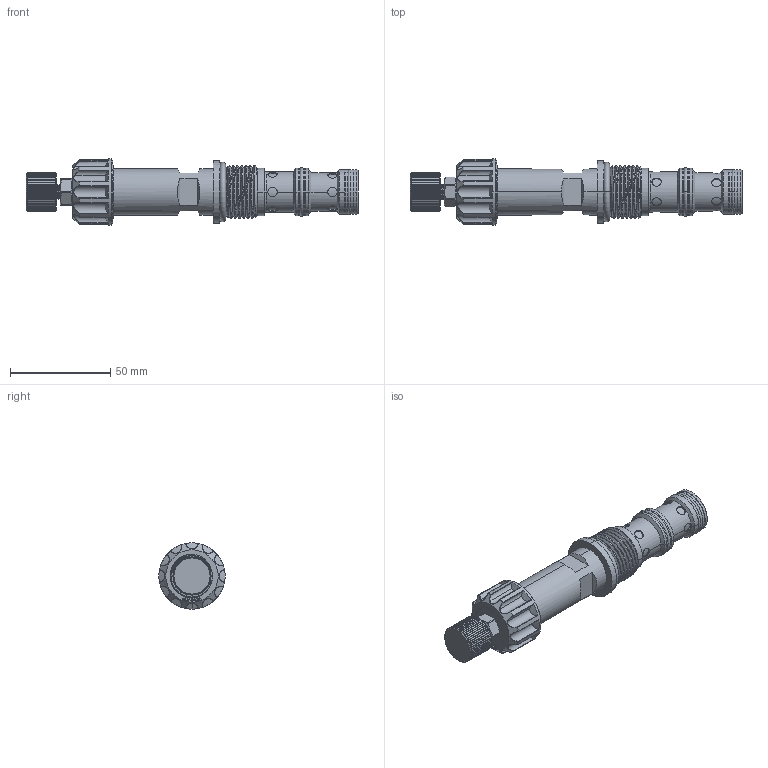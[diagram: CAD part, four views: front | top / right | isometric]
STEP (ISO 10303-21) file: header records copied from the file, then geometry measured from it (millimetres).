
FILE_DESCRIPTION (( 'STEP AP203' ), '1' );
FILE_NAME ('PFQ12W3G-M.STEP', '2024-06-05T08:29:10', ( '' ), ( '' ), 'SwSTEP 2.0', 'SolidWorks 2018', '' );
FILE_SCHEMA (( 'CONFIG_CONTROL_DESIGN' ));
Length unit declared in the file: millimetre
Products named in the file (1): PFQ12W3G-M
Bounding box: 165.95 x 33.1 x 33.1 mm (x, y, z)
Volume: 69189.4 mm3; surface area: 17843.4 mm2
Topology: 2 solids, 3 shells, 620 faces, 1590 edges, 1018 vertices
Faces by surface type: cylinder 239, plane 237, cone 52, bspline 35, torus 33, sphere 24
Entity records: 33291 total; most frequent: CARTESIAN_POINT 19077, ORIENTED_EDGE 3176, DIRECTION 2659, EDGE_CURVE 1588, AXIS2_PLACEMENT_3D 1026, VERTEX_POINT 1018, EDGE_LOOP 664, ADVANCED_FACE 620
